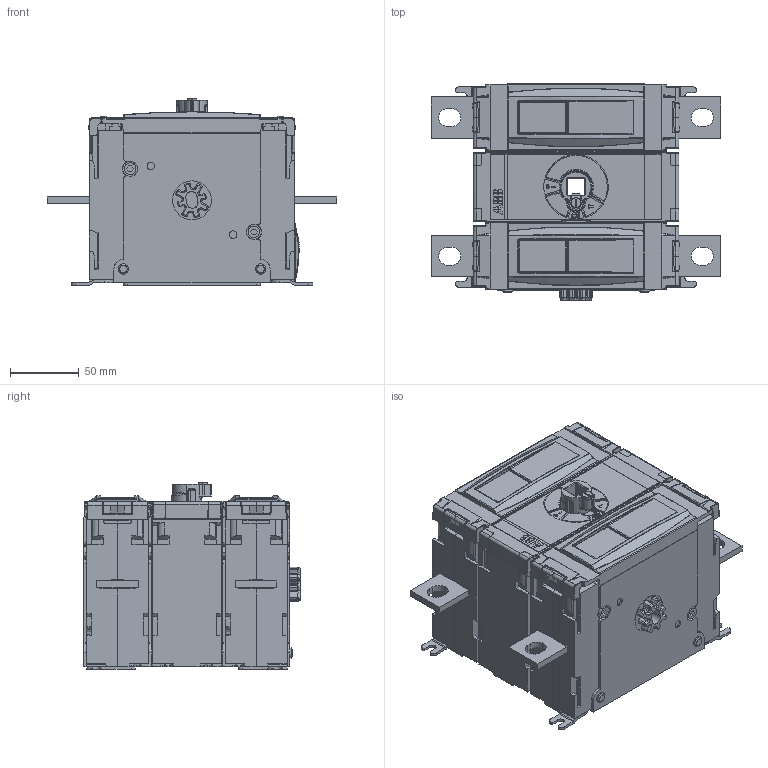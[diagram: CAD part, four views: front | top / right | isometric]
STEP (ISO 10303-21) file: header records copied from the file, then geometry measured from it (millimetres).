
FILE_DESCRIPTION((''),'2;1');
FILE_NAME('OTDC250-600UFV11_IGS_ASM','2018-10-23T',('FIFRSTR'),(''),'CREO PARAMETRIC BY PTC INC, 2017480','CREO PARAMETRIC BY PTC INC, 2017480','');
FILE_SCHEMA(('AUTOMOTIVE_DESIGN { 1 0 10303 214 1 1 1 1 }'));
Products named in the file (3): OTDC250-600UFV11_IGS; MOUNTING_FOOT_OTDC_F; OTDC250-600UFV11_IGS_ASM
Assembly tree (5 placements, depth 2):
  OTDC250-600UFV11_IGS_ASM
    OTDC250-600UFV11_IGS
    MOUNTING_FOOT_OTDC_F  x4
Bounding box: 211 x 157.5 x 136.1 mm (x, y, z)
Volume: 2573146.4 mm3; surface area: 212926.9 mm2
Topology: 5 solids, 30 shells, 4556 faces, 12719 edges, 8195 vertices
Faces by surface type: plane 2491, cylinder 750, cone 731, bspline 330, torus 98, sphere 78, extrusion 78
Entity records: 217556 total; most frequent: CARTESIAN_POINT 70136, ORIENTED_EDGE 24526, DIRECTION 20687, EDGE_CURVE 12263, VERTEX_POINT 7943, VECTOR 7365, LINE 7287, AXIS2_PLACEMENT_3D 6661
